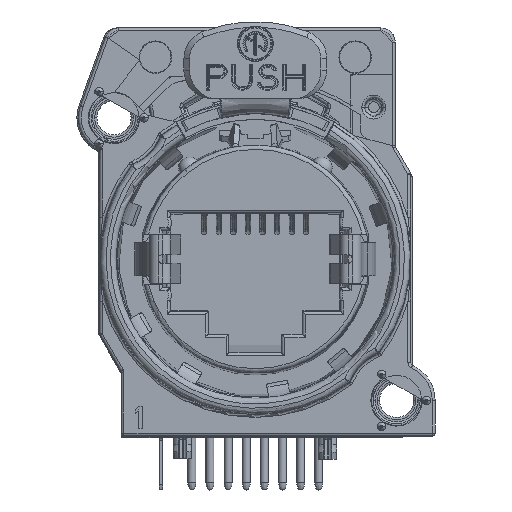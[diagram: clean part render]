
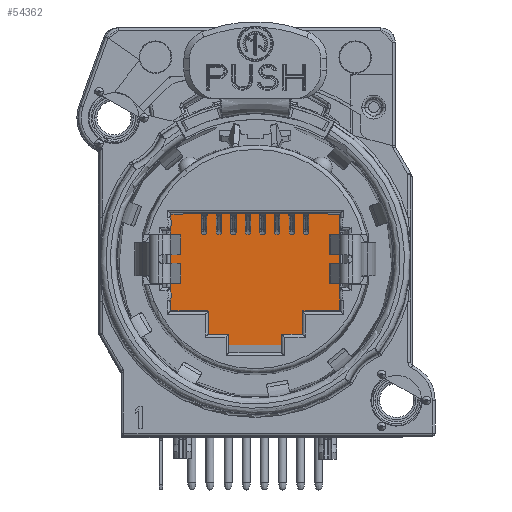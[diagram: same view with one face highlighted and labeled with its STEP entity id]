
A CAD part, top view. The second image highlights one B-rep face of the part: STEP entity #54362.
In plain terms, the highlighted planar face has unit normal (0, 0, 1).
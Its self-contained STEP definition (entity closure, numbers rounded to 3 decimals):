
#5976=DIRECTION('',(0.,-1.,0.));
#5977=VECTOR('',#5976,0.833);
#5978=CARTESIAN_POINT('',(5.916,-2.777,-10.));
#5979=LINE('',#5978,#5977);
#5991=DIRECTION('',(0.,-1.,0.));
#5992=VECTOR('',#5991,0.398);
#5993=CARTESIAN_POINT('',(5.916,3.175,-10.));
#5994=LINE('',#5993,#5992);
#6976=DIRECTION('',(0.,-1.,0.));
#6977=VECTOR('',#6976,4.646);
#6978=CARTESIAN_POINT('',(5.916,2.323,-10.));
#6979=LINE('',#6978,#6977);
#6980=CARTESIAN_POINT('',(6.89,-2.55,-10.));
#6981=DIRECTION('',(0.,0.,1.));
#6982=DIRECTION('',(-0.974,0.227,0.));
#6983=AXIS2_PLACEMENT_3D('',#6980,#6981,#6982);
#6985=DIRECTION('',(-1.,0.,0.));
#6986=VECTOR('',#6985,2.575);
#6987=CARTESIAN_POINT('',(5.916,-3.61,-10.));
#6988=LINE('',#6987,#6986);
#6989=DIRECTION('',(-1.,0.,0.));
#6990=VECTOR('',#6989,2.575);
#6991=CARTESIAN_POINT('',(-3.341,-3.61,-10.));
#6992=LINE('',#6991,#6990);
#6993=CARTESIAN_POINT('',(-6.89,-2.55,-10.));
#6994=DIRECTION('',(0.,0.,1.));
#6995=DIRECTION('',(0.974,-0.227,0.));
#6996=AXIS2_PLACEMENT_3D('',#6993,#6994,#6995);
#6998=DIRECTION('',(0.,1.,0.));
#6999=VECTOR('',#6998,4.646);
#7000=CARTESIAN_POINT('',(-5.916,-2.323,-10.));
#7001=LINE('',#7000,#6999);
#9479=DIRECTION('',(0.,1.,0.));
#9480=VECTOR('',#9479,0.258);
#9481=CARTESIAN_POINT('',(5.105,3.175,-10.));
#9482=LINE('',#9481,#9480);
#9483=DIRECTION('',(1.,0.,0.));
#9484=VECTOR('',#9483,10.209);
#9485=CARTESIAN_POINT('',(-5.105,3.433,-10.));
#9486=LINE('',#9485,#9484);
#9675=DIRECTION('',(0.,-1.,0.));
#9676=VECTOR('',#9675,0.258);
#9677=CARTESIAN_POINT('',(-5.105,3.433,-10.));
#9678=LINE('',#9677,#9676);
#10467=DIRECTION('',(0.,1.,0.));
#10468=VECTOR('',#10467,0.833);
#10469=CARTESIAN_POINT('',(-5.916,-3.61,-10.));
#10470=LINE('',#10469,#10468);
#10505=DIRECTION('',(0.,1.,0.));
#10506=VECTOR('',#10505,0.398);
#10507=CARTESIAN_POINT('',(-5.916,2.777,-10.));
#10508=LINE('',#10507,#10506);
#10548=DIRECTION('',(0.,1.,0.));
#10549=VECTOR('',#10548,2.466);
#10550=CARTESIAN_POINT('',(-3.341,-6.076,-10.));
#10551=LINE('',#10550,#10549);
#10804=DIRECTION('',(-1.,0.,0.));
#10805=VECTOR('',#10804,6.683);
#10806=CARTESIAN_POINT('',(3.341,-6.076,-10.));
#10807=LINE('',#10806,#10805);
#33360=DIRECTION('',(0.,-1.,0.));
#33361=VECTOR('',#33360,2.466);
#33362=CARTESIAN_POINT('',(3.341,-3.61,-10.));
#33363=LINE('',#33362,#33361);
#33624=CARTESIAN_POINT('',(-6.89,2.55,-10.));
#33625=DIRECTION('',(0.,0.,1.));
#33626=DIRECTION('',(0.974,-0.227,0.));
#33627=AXIS2_PLACEMENT_3D('',#33624,#33625,#33626);
#33629=DIRECTION('',(-1.,0.,0.));
#33630=VECTOR('',#33629,0.812);
#33631=CARTESIAN_POINT('',(5.916,3.175,-10.));
#33632=LINE('',#33631,#33630);
#33637=DIRECTION('',(-1.,0.,0.));
#33638=VECTOR('',#33637,0.812);
#33639=CARTESIAN_POINT('',(-5.105,3.175,-10.));
#33640=LINE('',#33639,#33638);
#36681=CARTESIAN_POINT('',(6.89,2.55,-10.));
#36682=DIRECTION('',(0.,0.,1.));
#36683=DIRECTION('',(-0.974,0.227,0.));
#36684=AXIS2_PLACEMENT_3D('',#36681,#36682,#36683);
#37545=CARTESIAN_POINT('',(-5.916,-2.777,-10.));
#37546=CARTESIAN_POINT('',(-5.916,-2.323,-10.));
#37547=VERTEX_POINT('',#37545);
#37548=VERTEX_POINT('',#37546);
#37549=CARTESIAN_POINT('',(5.916,-2.323,-10.));
#37550=CARTESIAN_POINT('',(5.916,-2.777,-10.));
#37551=VERTEX_POINT('',#37549);
#37552=VERTEX_POINT('',#37550);
#37553=CARTESIAN_POINT('',(5.916,-3.61,-10.));
#37554=VERTEX_POINT('',#37553);
#37555=CARTESIAN_POINT('',(-5.916,-3.61,-10.));
#37556=VERTEX_POINT('',#37555);
#44103=CARTESIAN_POINT('',(-5.916,2.323,-10.));
#44104=CARTESIAN_POINT('',(-5.916,2.777,-10.));
#44105=VERTEX_POINT('',#44103);
#44106=VERTEX_POINT('',#44104);
#44107=CARTESIAN_POINT('',(5.916,2.777,-10.));
#44108=CARTESIAN_POINT('',(5.916,2.323,-10.));
#44109=VERTEX_POINT('',#44107);
#44110=VERTEX_POINT('',#44108);
#44115=CARTESIAN_POINT('',(5.916,3.175,-10.));
#44116=VERTEX_POINT('',#44115);
#44121=CARTESIAN_POINT('',(-5.916,3.175,-10.));
#44122=VERTEX_POINT('',#44121);
#44127=CARTESIAN_POINT('',(5.105,3.175,-10.));
#44128=VERTEX_POINT('',#44127);
#44129=CARTESIAN_POINT('',(-5.105,3.175,-10.));
#44130=VERTEX_POINT('',#44129);
#44159=CARTESIAN_POINT('',(3.341,-3.61,-10.));
#44160=CARTESIAN_POINT('',(3.341,-6.076,-10.));
#44161=VERTEX_POINT('',#44159);
#44162=VERTEX_POINT('',#44160);
#44163=CARTESIAN_POINT('',(-3.341,-6.076,-10.));
#44164=CARTESIAN_POINT('',(-3.341,-3.61,-10.));
#44165=VERTEX_POINT('',#44163);
#44166=VERTEX_POINT('',#44164);
#44409=CARTESIAN_POINT('',(-5.105,3.433,-10.));
#44410=CARTESIAN_POINT('',(5.105,3.433,-10.));
#44411=VERTEX_POINT('',#44409);
#44412=VERTEX_POINT('',#44410);
#54319=CARTESIAN_POINT('',(0.,0.,-10.));
#54320=DIRECTION('',(0.,0.,1.));
#54321=DIRECTION('',(1.,0.,0.));
#54322=AXIS2_PLACEMENT_3D('',#54319,#54320,#54321);
#54323=PLANE('',#54322);
#54325=ORIENTED_EDGE('',*,*,#54324,.T.);
#54327=ORIENTED_EDGE('',*,*,#54326,.F.);
#54329=ORIENTED_EDGE('',*,*,#54328,.F.);
#54330=ORIENTED_EDGE('',*,*,#53160,.T.);
#54332=ORIENTED_EDGE('',*,*,#54331,.T.);
#54333=ORIENTED_EDGE('',*,*,#53176,.T.);
#54334=ORIENTED_EDGE('',*,*,#54237,.T.);
#54335=ORIENTED_EDGE('',*,*,#53136,.T.);
#54337=ORIENTED_EDGE('',*,*,#54336,.T.);
#54339=ORIENTED_EDGE('',*,*,#54338,.T.);
#54341=ORIENTED_EDGE('',*,*,#54340,.T.);
#54343=ORIENTED_EDGE('',*,*,#54342,.T.);
#54345=ORIENTED_EDGE('',*,*,#54344,.T.);
#54347=ORIENTED_EDGE('',*,*,#54346,.T.);
#54349=ORIENTED_EDGE('',*,*,#54348,.T.);
#54351=ORIENTED_EDGE('',*,*,#54350,.T.);
#54353=ORIENTED_EDGE('',*,*,#54352,.T.);
#54355=ORIENTED_EDGE('',*,*,#54354,.T.);
#54357=ORIENTED_EDGE('',*,*,#54356,.F.);
#54359=ORIENTED_EDGE('',*,*,#54358,.F.);
#54360=EDGE_LOOP('',(#54325,#54327,#54329,#54330,#54332,#54333,#54334,#54335,
#54337,#54339,#54341,#54343,#54345,#54347,#54349,#54351,#54353,#54355,#54357,
#54359));
#54361=FACE_OUTER_BOUND('',#54360,.F.);
#54362=ADVANCED_FACE('',(#54361),#54323,.T.);
#6984=CIRCLE('',#6983,1.);
#6997=CIRCLE('',#6996,1.);
#33628=CIRCLE('',#33627,1.);
#36685=CIRCLE('',#36684,1.);
#53136=EDGE_CURVE('',#37552,#37554,#5979,.T.);
#53160=EDGE_CURVE('',#44116,#44109,#5994,.T.);
#53176=EDGE_CURVE('',#44110,#37551,#6979,.T.);
#54237=EDGE_CURVE('',#37551,#37552,#6984,.T.);
#54324=EDGE_CURVE('',#44411,#44412,#9486,.T.);
#54326=EDGE_CURVE('',#44128,#44412,#9482,.T.);
#54328=EDGE_CURVE('',#44116,#44128,#33632,.T.);
#54331=EDGE_CURVE('',#44109,#44110,#36685,.T.);
#54336=EDGE_CURVE('',#37554,#44161,#6988,.T.);
#54338=EDGE_CURVE('',#44161,#44162,#33363,.T.);
#54340=EDGE_CURVE('',#44162,#44165,#10807,.T.);
#54342=EDGE_CURVE('',#44165,#44166,#10551,.T.);
#54344=EDGE_CURVE('',#44166,#37556,#6992,.T.);
#54346=EDGE_CURVE('',#37556,#37547,#10470,.T.);
#54348=EDGE_CURVE('',#37547,#37548,#6997,.T.);
#54350=EDGE_CURVE('',#37548,#44105,#7001,.T.);
#54352=EDGE_CURVE('',#44105,#44106,#33628,.T.);
#54354=EDGE_CURVE('',#44106,#44122,#10508,.T.);
#54356=EDGE_CURVE('',#44130,#44122,#33640,.T.);
#54358=EDGE_CURVE('',#44411,#44130,#9678,.T.);
